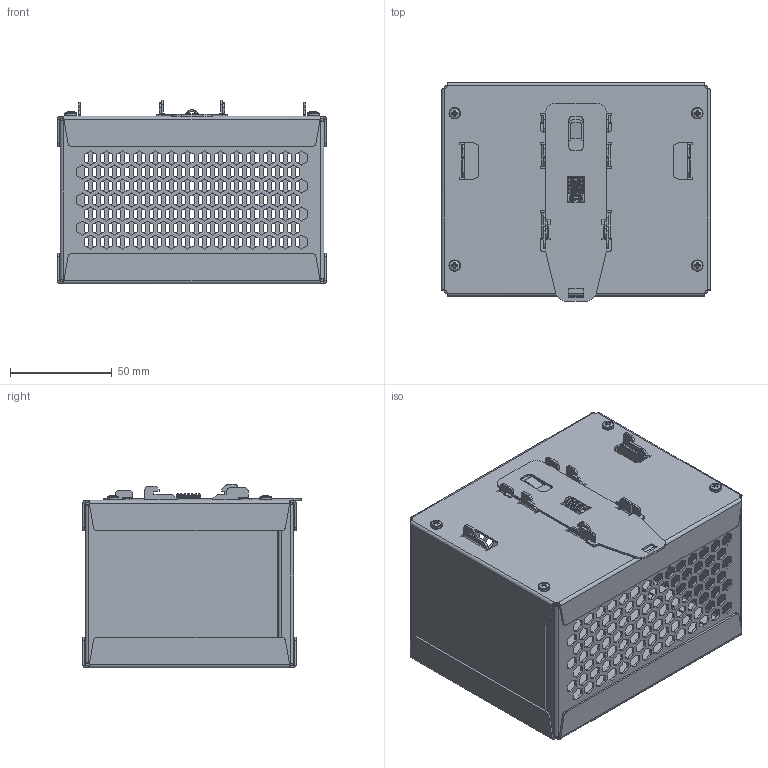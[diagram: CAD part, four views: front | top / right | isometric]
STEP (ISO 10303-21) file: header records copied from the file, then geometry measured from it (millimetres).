
FILE_DESCRIPTION(/* description */ (''),/* implementation_level */ '2;1');
FILE_NAME(/* name */ '2904041_3D.stp',/* time_stamp */ '2016-11-09T10:29:39+01:00',/* author */ ('hransiek'),/* organization */ (''),/* preprocessor_version */ 'ST-DEVELOPER v16.1',/* originating_system */ 'Autodesk Inventor 2016',/* authorisation */ '');
FILE_SCHEMA (('AUTOMOTIVE_DESIGN { 1 0 10303 214 3 1 1 }'));
Products named in the file (15): 2904041_Abdeckung unten_3D; 2904041_Abdeckung unten_3D_1; 2904041_Rastfuss_3D; 2904041_Rastfuss_3D_1; 2904041_Innerteil Halbschale links_3D; S_M3_1_3DSYM; 2904041_Innerteil Halbschale links_3D_1; 2904041_Innerteil Halbschale rechts_3D; 2904041_Innerteil Halbschale rechts_3D_1; 2904041_Abdeckung oben_3D; 2904041_Abdeckung oben_3D_1; VD_144B_Gespannt; SHR Z M3X6 DINENISO 7045 OG_3DSYM ~PART1; BLINT 7337B 3,0x6-für 2mm Stärke_3Dsym; 2904041_3D
Assembly tree (23 placements, depth 3):
  2904041_3D
    2904041_Abdeckung unten_3D_1
      2904041_Abdeckung unten_3D
    2904041_Rastfuss_3D_1
      2904041_Rastfuss_3D
    2904041_Innerteil Halbschale links_3D_1
      2904041_Innerteil Halbschale links_3D
      S_M3_1_3DSYM  x2
    2904041_Innerteil Halbschale rechts_3D_1
      2904041_Innerteil Halbschale rechts_3D
      S_M3_1_3DSYM  x2
    2904041_Abdeckung oben_3D_1
      2904041_Abdeckung oben_3D
    VD_144B_Gespannt
    SHR Z M3X6 DINENISO 7045 OG_3DSYM ~PART1  x4
    BLINT 7337B 3,0x6-für 2mm Stärke_3Dsym  x4
Bounding box: 132.5 x 107.5 x 90.4 mm (x, y, z)
Volume: 80828.6 mm3; surface area: 169923.2 mm2
Topology: 18 solids, 18 shells, 2168 faces, 6036 edges, 3912 vertices
Faces by surface type: plane 1852, cylinder 238, bspline 34, cone 28, torus 8, sphere 8
Full cylindrical faces by diameter (mm): 2.599 x4, 3 x4, 3.1 x8, 3.2 x4, 3.3 x4, 4.25 x4, 4.431 x4, 5.6 x4, 6 x4, 6.3 x4
Entity records: 72141 total; most frequent: CARTESIAN_POINT 17883, ORIENTED_EDGE 11500, DIRECTION 10228, EDGE_CURVE 5750, LINE 5254, VECTOR 5254, VERTEX_POINT 3750, EDGE_LOOP 2544
